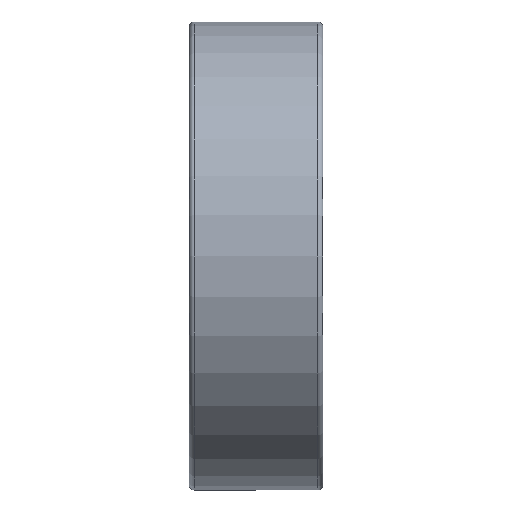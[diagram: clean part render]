
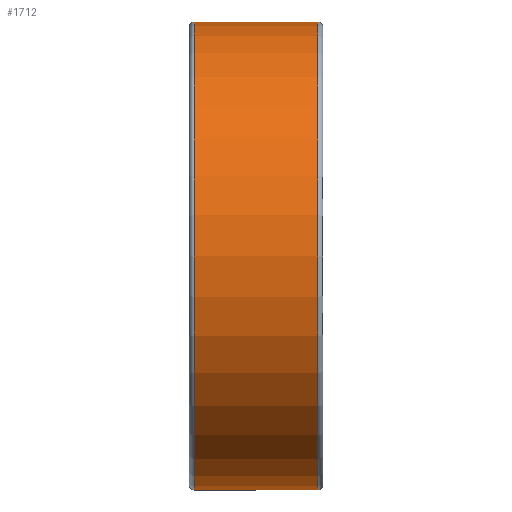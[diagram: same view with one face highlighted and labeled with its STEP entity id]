
A CAD part, front view. The second image highlights one B-rep face of the part: STEP entity #1712.
In plain terms, the highlighted cylindrical face has radius 14 mm (diameter 28 mm), a partial arc.
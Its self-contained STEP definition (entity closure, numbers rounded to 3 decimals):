
#46 = VERTEX_POINT ( 'NONE', #2541 ) ;
#94 = DIRECTION ( 'NONE',  ( 1., 0., 0. ) ) ;
#111 = FACE_OUTER_BOUND ( 'NONE', #379, .T. ) ;
#128 = VERTEX_POINT ( 'NONE', #2251 ) ;
#140 = VERTEX_POINT ( 'NONE', #3846 ) ;
#193 = VERTEX_POINT ( 'NONE', #2702 ) ;
#379 = EDGE_LOOP ( 'NONE', ( #1550, #2214, #2476, #3717 ) ) ;
#676 = DIRECTION ( 'NONE',  ( 1., 0., 0. ) ) ;
#857 = LINE ( 'NONE', #3189, #3821 ) ;
#862 = CYLINDRICAL_SURFACE ( 'NONE', #3634, 14. ) ;
#1251 = EDGE_CURVE ( 'NONE', #140, #193, #3077, .T. ) ;
#1376 = CARTESIAN_POINT ( 'NONE',  ( -3.7, 0., 0. ) ) ;
#1472 = DIRECTION ( 'NONE',  ( 1., 0., 0. ) ) ;
#1550 = ORIENTED_EDGE ( 'NONE', *, *, #3730, .F. ) ;
#1609 = EDGE_CURVE ( 'NONE', #46, #193, #1963, .T. ) ;
#1667 = DIRECTION ( 'NONE',  ( 0., 0., -1. ) ) ;
#1670 = DIRECTION ( 'NONE',  ( 0., 0., -1. ) ) ;
#1712 = ADVANCED_FACE ( 'NONE', ( #111 ), #862, .T. ) ;
#1958 = CARTESIAN_POINT ( 'NONE',  ( -20.637, 0., 0. ) ) ;
#1963 = LINE ( 'NONE', #2749, #3391 ) ;
#2214 = ORIENTED_EDGE ( 'NONE', *, *, #3597, .T. ) ;
#2251 = CARTESIAN_POINT ( 'NONE',  ( -3.7, 0., 14. ) ) ;
#2476 = ORIENTED_EDGE ( 'NONE', *, *, #1609, .T. ) ;
#2541 = CARTESIAN_POINT ( 'NONE',  ( -3.7, 0., -14. ) ) ;
#2691 = AXIS2_PLACEMENT_3D ( 'NONE', #3184, #1472, #3489 ) ;
#2702 = CARTESIAN_POINT ( 'NONE',  ( 3.7, 0., -14. ) ) ;
#2749 = CARTESIAN_POINT ( 'NONE',  ( -20.637, 0., -14. ) ) ;
#3077 = CIRCLE ( 'NONE', #2691, 14. ) ;
#3184 = CARTESIAN_POINT ( 'NONE',  ( 3.7, 0., 0. ) ) ;
#3189 = CARTESIAN_POINT ( 'NONE',  ( -20.637, 0., 14. ) ) ;
#3382 = DIRECTION ( 'NONE',  ( 1., 0., 0. ) ) ;
#3383 = CIRCLE ( 'NONE', #3895, 14. ) ;
#3391 = VECTOR ( 'NONE', #676, 1000. ) ;
#3482 = DIRECTION ( 'NONE',  ( 1., 0., 0. ) ) ;
#3489 = DIRECTION ( 'NONE',  ( 0., 0., -1. ) ) ;
#3597 = EDGE_CURVE ( 'NONE', #128, #46, #3383, .T. ) ;
#3634 = AXIS2_PLACEMENT_3D ( 'NONE', #1958, #94, #1667 ) ;
#3717 = ORIENTED_EDGE ( 'NONE', *, *, #1251, .F. ) ;
#3730 = EDGE_CURVE ( 'NONE', #128, #140, #857, .T. ) ;
#3821 = VECTOR ( 'NONE', #3482, 1000. ) ;
#3846 = CARTESIAN_POINT ( 'NONE',  ( 3.7, 0., 14. ) ) ;
#3895 = AXIS2_PLACEMENT_3D ( 'NONE', #1376, #3382, #1670 ) ;
